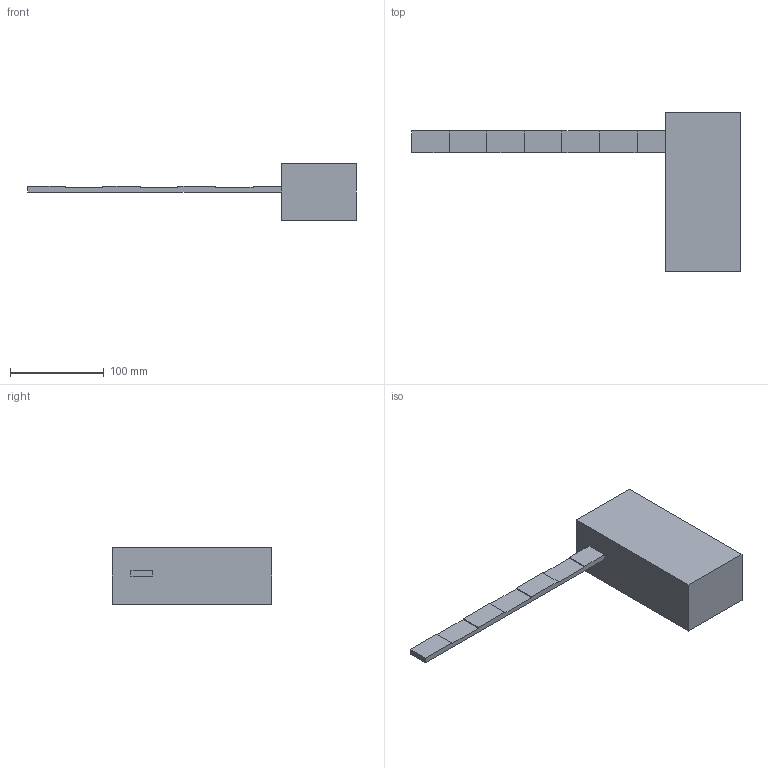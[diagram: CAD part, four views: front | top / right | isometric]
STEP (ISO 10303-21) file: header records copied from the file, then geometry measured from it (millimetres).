
FILE_DESCRIPTION(/* description */ (''),/* implementation_level */ '2;1');
FILE_NAME(/* name */ 'level.stp',/* time_stamp */ '2017-11-16T15:46:37-07:00',/* author */ ('Platform'),/* organization */ (''),/* preprocessor_version */ 'ST-DEVELOPER v16.13',/* originating_system */ 'Autodesk Inventor 2018',/* authorisation */ '');
FILE_SCHEMA (('AUTOMOTIVE_DESIGN { 1 0 10303 214 3 1 1 }'));
Length unit declared in the file: millimetre
Products named in the file (1): bar
Bounding box: 350 x 170 x 60 mm (x, y, z)
Volume: 850500 mm3; surface area: 72758 mm2
Topology: 1 solids, 1 shells, 23 faces, 64 edges, 48 vertices
Faces by surface type: plane 23
Entity records: 804 total; most frequent: CARTESIAN_POINT 132, ORIENTED_EDGE 120, DIRECTION 108, LINE 60, VECTOR 60, EDGE_CURVE 60, VERTEX_POINT 40, EDGE_LOOP 24
